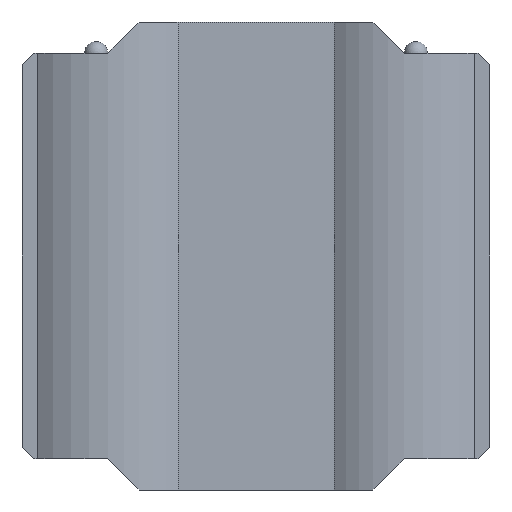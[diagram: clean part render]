
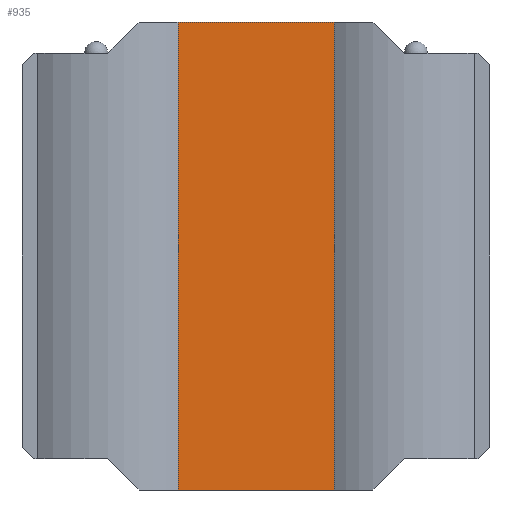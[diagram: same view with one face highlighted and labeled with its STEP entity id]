
A CAD part, front view. The second image highlights one B-rep face of the part: STEP entity #935.
In plain terms, the highlighted planar face has unit normal (0, -1, 0).
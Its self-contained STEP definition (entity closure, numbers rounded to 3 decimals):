
#5 = DIRECTION ( 'NONE',  ( -1., 0., 0. ) ) ;
#120 = DIRECTION ( 'NONE',  ( 0., 0., 1. ) ) ;
#125 = LINE ( 'NONE', #2329, #1909 ) ;
#145 = CARTESIAN_POINT ( 'NONE',  ( 0.5, 0.15, 1.5 ) ) ;
#213 = FACE_OUTER_BOUND ( 'NONE', #1208, .T. ) ;
#303 = CARTESIAN_POINT ( 'NONE',  ( 0.75, 0.15, -1.5 ) ) ;
#407 = VECTOR ( 'NONE', #120, 1000. ) ;
#475 = LINE ( 'NONE', #1372, #2096 ) ;
#564 = LINE ( 'NONE', #1030, #407 ) ;
#709 = ORIENTED_EDGE ( 'NONE', *, *, #2268, .F. ) ;
#788 = DIRECTION ( 'NONE',  ( 0., 0., 1. ) ) ;
#811 = ORIENTED_EDGE ( 'NONE', *, *, #1482, .F. ) ;
#903 = ORIENTED_EDGE ( 'NONE', *, *, #1217, .F. ) ;
#935 = ADVANCED_FACE ( 'NONE', ( #213 ), #2239, .F. ) ;
#1030 = CARTESIAN_POINT ( 'NONE',  ( 0.5, 0.15, -1.5 ) ) ;
#1121 = VERTEX_POINT ( 'NONE', #1639 ) ;
#1188 = DIRECTION ( 'NONE',  ( -1., 0., 0. ) ) ;
#1208 = EDGE_LOOP ( 'NONE', ( #811, #903, #709, #2490 ) ) ;
#1217 = EDGE_CURVE ( 'NONE', #1232, #1478, #125, .T. ) ;
#1232 = VERTEX_POINT ( 'NONE', #2113 ) ;
#1339 = CARTESIAN_POINT ( 'NONE',  ( -0.5, 0.15, 1.5 ) ) ;
#1361 = DIRECTION ( 'NONE',  ( 0., 1., 0. ) ) ;
#1372 = CARTESIAN_POINT ( 'NONE',  ( -0.75, 0.15, 1.5 ) ) ;
#1478 = VERTEX_POINT ( 'NONE', #1339 ) ;
#1482 = EDGE_CURVE ( 'NONE', #1478, #2832, #475, .T. ) ;
#1639 = CARTESIAN_POINT ( 'NONE',  ( 0.5, 0.15, -1.5 ) ) ;
#1909 = VECTOR ( 'NONE', #788, 1000. ) ;
#2006 = EDGE_CURVE ( 'NONE', #1121, #2832, #564, .T. ) ;
#2096 = VECTOR ( 'NONE', #2300, 1000. ) ;
#2113 = CARTESIAN_POINT ( 'NONE',  ( -0.5, 0.15, -1.5 ) ) ;
#2239 = PLANE ( 'NONE',  #2622 ) ;
#2268 = EDGE_CURVE ( 'NONE', #1121, #1232, #2316, .T. ) ;
#2300 = DIRECTION ( 'NONE',  ( 1., 0., 0. ) ) ;
#2316 = LINE ( 'NONE', #303, #2334 ) ;
#2329 = CARTESIAN_POINT ( 'NONE',  ( -0.5, 0.15, -1.5 ) ) ;
#2334 = VECTOR ( 'NONE', #1188, 1000. ) ;
#2490 = ORIENTED_EDGE ( 'NONE', *, *, #2006, .T. ) ;
#2622 = AXIS2_PLACEMENT_3D ( 'NONE', #2691, #1361, #5 ) ;
#2691 = CARTESIAN_POINT ( 'NONE',  ( 0., 0.15, 0. ) ) ;
#2832 = VERTEX_POINT ( 'NONE', #145 ) ;
